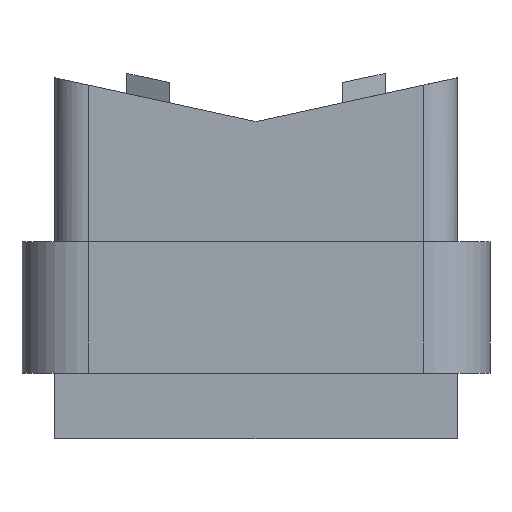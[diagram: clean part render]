
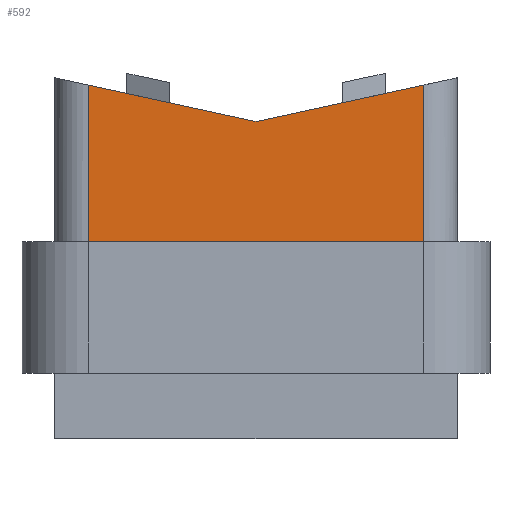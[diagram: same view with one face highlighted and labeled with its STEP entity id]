
A CAD part, left-side view. The second image highlights one B-rep face of the part: STEP entity #592.
In plain terms, the highlighted planar face has unit normal (-1, 0, 0).
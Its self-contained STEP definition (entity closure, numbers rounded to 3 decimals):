
#70=FACE_OUTER_BOUND('',#106,.T.);
#106=EDGE_LOOP('',(#507,#508,#509,#510,#511));
#145=LINE('',#905,#210);
#148=LINE('',#917,#213);
#154=LINE('',#931,#219);
#173=LINE('',#986,#238);
#175=LINE('',#993,#240);
#210=VECTOR('',#731,10.);
#213=VECTOR('',#742,10.);
#219=VECTOR('',#756,10.);
#238=VECTOR('',#811,10.);
#240=VECTOR('',#819,10.);
#266=VERTEX_POINT('',#902);
#267=VERTEX_POINT('',#904);
#272=VERTEX_POINT('',#915);
#276=VERTEX_POINT('',#930);
#294=VERTEX_POINT('',#985);
#330=EDGE_CURVE('',#267,#266,#145,.T.);
#336=EDGE_CURVE('',#266,#272,#148,.T.);
#343=EDGE_CURVE('',#276,#267,#154,.T.);
#371=EDGE_CURVE('',#294,#276,#173,.T.);
#375=EDGE_CURVE('',#294,#272,#175,.T.);
#507=ORIENTED_EDGE('',*,*,#336,.T.);
#508=ORIENTED_EDGE('',*,*,#375,.F.);
#509=ORIENTED_EDGE('',*,*,#371,.T.);
#510=ORIENTED_EDGE('',*,*,#343,.T.);
#511=ORIENTED_EDGE('',*,*,#330,.T.);
#561=PLANE('',#661);
#592=ADVANCED_FACE('',(#70),#561,.T.);
#661=AXIS2_PLACEMENT_3D('',#992,#817,#818);
#731=DIRECTION('',(0.,0.977,-0.212));
#742=DIRECTION('',(0.,0.977,0.212));
#756=DIRECTION('',(0.,0.,1.));
#811=DIRECTION('',(0.,-1.,0.));
#817=DIRECTION('center_axis',(-1.,0.,0.));
#818=DIRECTION('ref_axis',(0.,-1.,0.));
#819=DIRECTION('',(0.,0.,1.));
#902=CARTESIAN_POINT('',(0.47,9.67,11.5));
#904=CARTESIAN_POINT('',(0.47,2.,13.167));
#905=CARTESIAN_POINT('',(0.47,14.526,10.444));
#915=CARTESIAN_POINT('',(0.47,17.34,13.167));
#917=CARTESIAN_POINT('',(0.47,16.738,13.037));
#930=CARTESIAN_POINT('',(0.47,2.,6.));
#931=CARTESIAN_POINT('',(0.47,2.,0.));
#985=CARTESIAN_POINT('',(0.47,17.34,6.));
#986=CARTESIAN_POINT('',(0.47,13.505,6.));
#992=CARTESIAN_POINT('Origin',(0.47,17.34,0.));
#993=CARTESIAN_POINT('',(0.47,17.34,0.));
